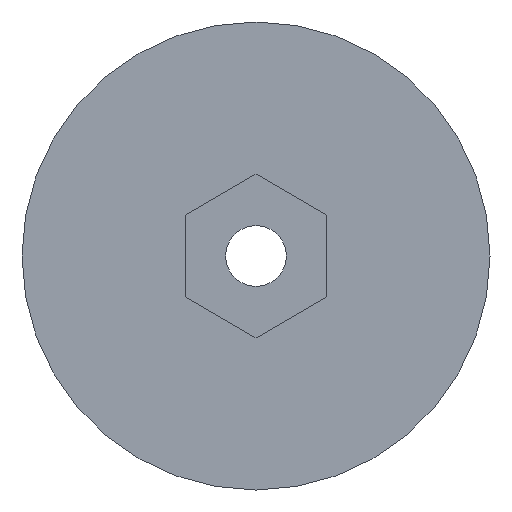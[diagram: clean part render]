
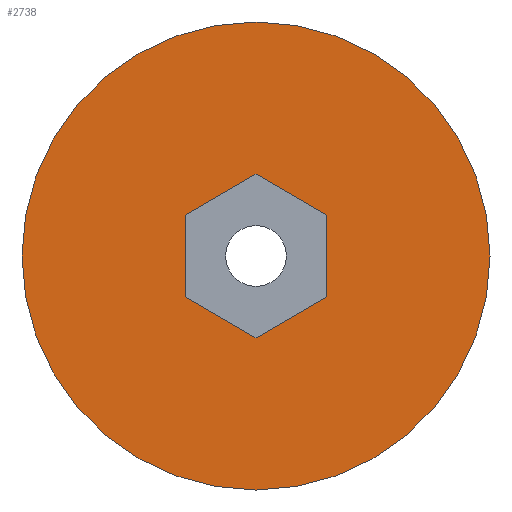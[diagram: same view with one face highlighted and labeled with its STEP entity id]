
A CAD part, left-side view. The second image highlights one B-rep face of the part: STEP entity #2738.
In plain terms, the highlighted planar face has unit normal (-1, 0, 0).
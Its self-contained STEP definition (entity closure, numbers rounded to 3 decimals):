
#115=CARTESIAN_POINT('',(0.,0.,0.));
#116=DIRECTION('',(-1.,0.,0.));
#117=DIRECTION('',(0.,1.,0.));
#118=AXIS2_PLACEMENT_3D('',#115,#116,#117);
#120=CARTESIAN_POINT('',(0.,0.,0.));
#121=DIRECTION('',(-1.,0.,0.));
#122=DIRECTION('',(0.,-1.,0.));
#123=AXIS2_PLACEMENT_3D('',#120,#121,#122);
#125=DIRECTION('',(0.,-0.866,-0.5));
#126=VECTOR('',#125,1.443);
#127=CARTESIAN_POINT('',(0.,0.,1.443));
#128=LINE('',#127,#126);
#129=DIRECTION('',(0.,-0.866,0.5));
#130=VECTOR('',#129,1.443);
#131=CARTESIAN_POINT('',(0.,1.25,0.722));
#132=LINE('',#131,#130);
#133=DIRECTION('',(0.,0.,1.));
#134=VECTOR('',#133,1.443);
#135=CARTESIAN_POINT('',(0.,1.25,-0.722));
#136=LINE('',#135,#134);
#137=DIRECTION('',(0.,0.866,0.5));
#138=VECTOR('',#137,1.443);
#139=CARTESIAN_POINT('',(0.,0.,-1.443));
#140=LINE('',#139,#138);
#141=DIRECTION('',(0.,0.866,-0.5));
#142=VECTOR('',#141,1.443);
#143=CARTESIAN_POINT('',(0.,-1.25,-0.722));
#144=LINE('',#143,#142);
#145=DIRECTION('',(0.,0.,-1.));
#146=VECTOR('',#145,1.443);
#147=CARTESIAN_POINT('',(0.,-1.25,0.722));
#148=LINE('',#147,#146);
#2654=CARTESIAN_POINT('',(0.,0.,1.443));
#2655=CARTESIAN_POINT('',(0.,-1.25,0.722));
#2656=VERTEX_POINT('',#2654);
#2657=VERTEX_POINT('',#2655);
#2658=CARTESIAN_POINT('',(0.,-1.25,-0.722));
#2659=VERTEX_POINT('',#2658);
#2660=CARTESIAN_POINT('',(0.,0.,-1.443));
#2661=VERTEX_POINT('',#2660);
#2662=CARTESIAN_POINT('',(0.,1.25,-0.722));
#2663=VERTEX_POINT('',#2662);
#2664=CARTESIAN_POINT('',(0.,1.25,0.722));
#2665=VERTEX_POINT('',#2664);
#2682=CARTESIAN_POINT('',(0.,4.123,0.));
#2683=CARTESIAN_POINT('',(0.,-4.123,0.));
#2684=VERTEX_POINT('',#2682);
#2685=VERTEX_POINT('',#2683);
#2713=CARTESIAN_POINT('',(0.,0.,0.));
#2714=DIRECTION('',(1.,0.,0.));
#2715=DIRECTION('',(0.,-1.,0.));
#2716=AXIS2_PLACEMENT_3D('',#2713,#2714,#2715);
#2717=PLANE('',#2716);
#2719=ORIENTED_EDGE('',*,*,#2718,.F.);
#2721=ORIENTED_EDGE('',*,*,#2720,.F.);
#2722=EDGE_LOOP('',(#2719,#2721));
#2723=FACE_OUTER_BOUND('',#2722,.F.);
#2725=ORIENTED_EDGE('',*,*,#2724,.F.);
#2727=ORIENTED_EDGE('',*,*,#2726,.F.);
#2729=ORIENTED_EDGE('',*,*,#2728,.F.);
#2731=ORIENTED_EDGE('',*,*,#2730,.F.);
#2733=ORIENTED_EDGE('',*,*,#2732,.F.);
#2735=ORIENTED_EDGE('',*,*,#2734,.F.);
#2736=EDGE_LOOP('',(#2725,#2727,#2729,#2731,#2733,#2735));
#2737=FACE_BOUND('',#2736,.F.);
#119=CIRCLE('',#118,4.123);
#124=CIRCLE('',#123,4.123);
#2718=EDGE_CURVE('',#2684,#2685,#119,.T.);
#2720=EDGE_CURVE('',#2685,#2684,#124,.T.);
#2724=EDGE_CURVE('',#2656,#2657,#128,.T.);
#2726=EDGE_CURVE('',#2665,#2656,#132,.T.);
#2728=EDGE_CURVE('',#2663,#2665,#136,.T.);
#2730=EDGE_CURVE('',#2661,#2663,#140,.T.);
#2732=EDGE_CURVE('',#2659,#2661,#144,.T.);
#2734=EDGE_CURVE('',#2657,#2659,#148,.T.);
#2738=ADVANCED_FACE('',(#2723,#2737),#2717,.F.);
